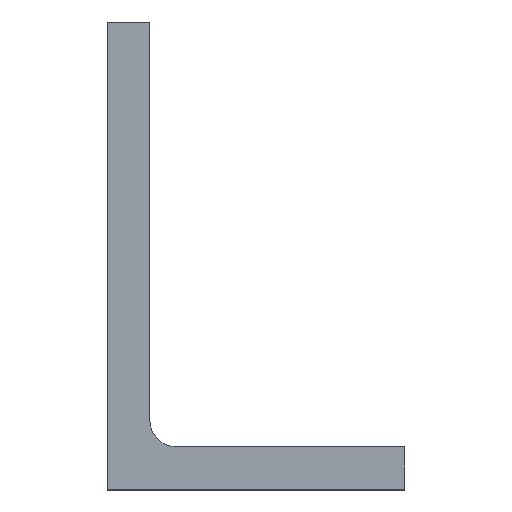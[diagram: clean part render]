
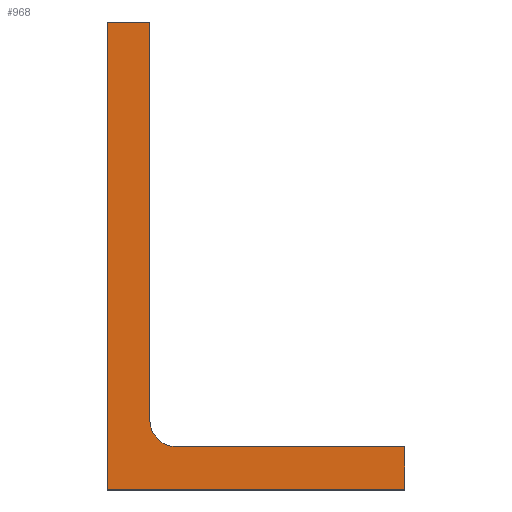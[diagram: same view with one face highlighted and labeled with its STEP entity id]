
A CAD part, top view. The second image highlights one B-rep face of the part: STEP entity #968.
In plain terms, the highlighted planar face has unit normal (0, 0, 1).
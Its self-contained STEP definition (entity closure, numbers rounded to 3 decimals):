
#29 = FACE_OUTER_BOUND ( 'NONE', #2157, .T. ) ;
#74 = CARTESIAN_POINT ( 'NONE',  ( 88.9, 0., 0. ) ) ;
#84 = CARTESIAN_POINT ( 'NONE',  ( 20.7, 20.7, 0. ) ) ;
#85 = CARTESIAN_POINT ( 'NONE',  ( 12.7, 139.7, 0. ) ) ;
#155 = CARTESIAN_POINT ( 'NONE',  ( 0., 0., 0. ) ) ;
#179 = LINE ( 'NONE', #912, #1591 ) ;
#209 = VERTEX_POINT ( 'NONE', #1930 ) ;
#230 = CARTESIAN_POINT ( 'NONE',  ( 0., 139.7, 0. ) ) ;
#249 = CARTESIAN_POINT ( 'NONE',  ( 12.7, 12.7, 0. ) ) ;
#280 = AXIS2_PLACEMENT_3D ( 'NONE', #230, #1729, #1514 ) ;
#335 = DIRECTION ( 'NONE',  ( 1., 0., 0. ) ) ;
#346 = ORIENTED_EDGE ( 'NONE', *, *, #1303, .T. ) ;
#376 = DIRECTION ( 'NONE',  ( 0., -1., 0. ) ) ;
#391 = EDGE_CURVE ( 'NONE', #785, #1035, #2209, .T. ) ;
#437 = EDGE_CURVE ( 'NONE', #677, #209, #179, .T. ) ;
#500 = CARTESIAN_POINT ( 'NONE',  ( 12.7, 20.7, 0. ) ) ;
#543 = VECTOR ( 'NONE', #376, 1000. ) ;
#571 = LINE ( 'NONE', #1944, #937 ) ;
#622 = CARTESIAN_POINT ( 'NONE',  ( 0., 0., 0. ) ) ;
#630 = LINE ( 'NONE', #1653, #543 ) ;
#677 = VERTEX_POINT ( 'NONE', #2337 ) ;
#785 = VERTEX_POINT ( 'NONE', #622 ) ;
#801 = PLANE ( 'NONE',  #280 ) ;
#842 = DIRECTION ( 'NONE',  ( 0., 0., -1. ) ) ;
#903 = DIRECTION ( 'NONE',  ( -1., 0., 0. ) ) ;
#908 = EDGE_CURVE ( 'NONE', #209, #2310, #2227, .T. ) ;
#912 = CARTESIAN_POINT ( 'NONE',  ( 12.7, 12.7, 0. ) ) ;
#937 = VECTOR ( 'NONE', #1542, 1000. ) ;
#942 = VECTOR ( 'NONE', #1774, 1000. ) ;
#966 = CARTESIAN_POINT ( 'NONE',  ( 88.9, 0., 0. ) ) ;
#968 = ADVANCED_FACE ( 'NONE', ( #29 ), #801, .F. ) ;
#982 = VECTOR ( 'NONE', #2362, 1000. ) ;
#987 = LINE ( 'NONE', #249, #942 ) ;
#1015 = ORIENTED_EDGE ( 'NONE', *, *, #437, .T. ) ;
#1035 = VERTEX_POINT ( 'NONE', #966 ) ;
#1227 = CARTESIAN_POINT ( 'NONE',  ( 0., 139.7, 0. ) ) ;
#1232 = ORIENTED_EDGE ( 'NONE', *, *, #908, .T. ) ;
#1275 = ORIENTED_EDGE ( 'NONE', *, *, #1640, .T. ) ;
#1303 = EDGE_CURVE ( 'NONE', #1736, #785, #630, .T. ) ;
#1495 = LINE ( 'NONE', #74, #982 ) ;
#1514 = DIRECTION ( 'NONE',  ( -1., 0., 0. ) ) ;
#1542 = DIRECTION ( 'NONE',  ( -1., 0., 0. ) ) ;
#1564 = EDGE_CURVE ( 'NONE', #2310, #1956, #987, .T. ) ;
#1591 = VECTOR ( 'NONE', #903, 1000. ) ;
#1640 = EDGE_CURVE ( 'NONE', #1035, #677, #1495, .T. ) ;
#1653 = CARTESIAN_POINT ( 'NONE',  ( 0., 0., 0. ) ) ;
#1729 = DIRECTION ( 'NONE',  ( 0., 0., -1. ) ) ;
#1736 = VERTEX_POINT ( 'NONE', #1227 ) ;
#1774 = DIRECTION ( 'NONE',  ( 0., 1., 0. ) ) ;
#1873 = EDGE_CURVE ( 'NONE', #1956, #1736, #571, .T. ) ;
#1930 = CARTESIAN_POINT ( 'NONE',  ( 20.7, 12.7, 0. ) ) ;
#1944 = CARTESIAN_POINT ( 'NONE',  ( 0., 139.7, 0. ) ) ;
#1956 = VERTEX_POINT ( 'NONE', #85 ) ;
#1967 = VECTOR ( 'NONE', #335, 1000. ) ;
#2017 = ORIENTED_EDGE ( 'NONE', *, *, #1873, .T. ) ;
#2099 = AXIS2_PLACEMENT_3D ( 'NONE', #84, #842, #2149 ) ;
#2149 = DIRECTION ( 'NONE',  ( -1., 0., 0. ) ) ;
#2157 = EDGE_LOOP ( 'NONE', ( #346, #2194, #1275, #1015, #1232, #2255, #2017 ) ) ;
#2194 = ORIENTED_EDGE ( 'NONE', *, *, #391, .T. ) ;
#2209 = LINE ( 'NONE', #155, #1967 ) ;
#2227 = CIRCLE ( 'NONE', #2099, 8. ) ;
#2255 = ORIENTED_EDGE ( 'NONE', *, *, #1564, .T. ) ;
#2310 = VERTEX_POINT ( 'NONE', #500 ) ;
#2337 = CARTESIAN_POINT ( 'NONE',  ( 88.9, 12.7, 0. ) ) ;
#2362 = DIRECTION ( 'NONE',  ( 0., 1., 0. ) ) ;
